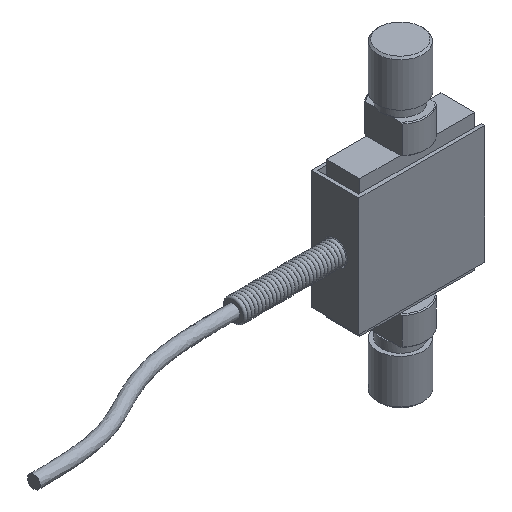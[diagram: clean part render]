
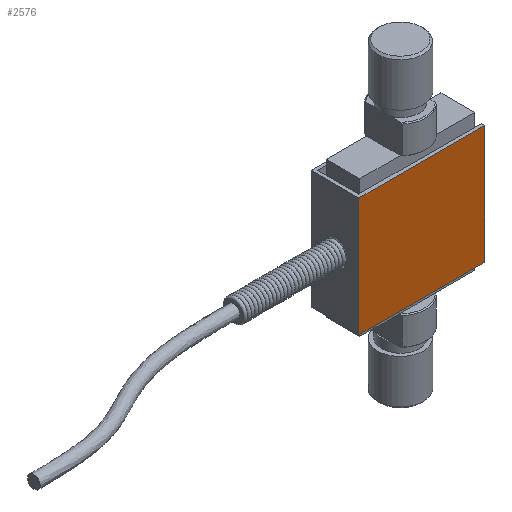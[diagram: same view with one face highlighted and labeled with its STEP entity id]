
A CAD part, isometric view. The second image highlights one B-rep face of the part: STEP entity #2576.
In plain terms, the highlighted face is planar.
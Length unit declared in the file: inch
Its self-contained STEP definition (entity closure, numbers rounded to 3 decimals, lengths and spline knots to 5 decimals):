
#2537=CARTESIAN_POINT('',(0.33,0.1313,0.325));
#2538=DIRECTION('',(0.0,1.0,0.0));
#2539=DIRECTION('',(0.0,0.0,1.0));
#2540=AXIS2_PLACEMENT_3D('',#2537,#2538,#2539);
#2541=PLANE('',#2540);
#2542=CARTESIAN_POINT('',(0.33,0.1313,-0.325));
#2543=VERTEX_POINT('',#2542);
#2544=CARTESIAN_POINT('',(-0.3588,0.1313,-0.325));
#2545=VERTEX_POINT('',#2544);
#2546=CARTESIAN_POINT('',(0.33,0.1313,-0.325));
#2547=DIRECTION('',(-1.0,0.0,0.0));
#2548=VECTOR('',#2547,0.6888);
#2549=LINE('',#2546,#2548);
#2550=EDGE_CURVE('',#2543,#2545,#2549,.T.);
#2551=ORIENTED_EDGE('',*,*,#2550,.T.);
#2552=CARTESIAN_POINT('',(-0.3588,0.1313,0.325));
#2553=VERTEX_POINT('',#2552);
#2554=CARTESIAN_POINT('',(-0.3588,0.1313,0.325));
#2555=DIRECTION('',(0.0,0.0,-1.0));
#2556=VECTOR('',#2555,0.65);
#2557=LINE('',#2554,#2556);
#2558=EDGE_CURVE('',#2553,#2545,#2557,.T.);
#2559=ORIENTED_EDGE('',*,*,#2558,.F.);
#2560=CARTESIAN_POINT('',(0.33,0.1313,0.325));
#2561=VERTEX_POINT('',#2560);
#2562=CARTESIAN_POINT('',(-0.3588,0.1313,0.325));
#2563=DIRECTION('',(1.0,0.0,0.0));
#2564=VECTOR('',#2563,0.6888);
#2565=LINE('',#2562,#2564);
#2566=EDGE_CURVE('',#2553,#2561,#2565,.T.);
#2567=ORIENTED_EDGE('',*,*,#2566,.T.);
#2568=CARTESIAN_POINT('',(0.33,0.1313,0.325));
#2569=DIRECTION('',(0.0,0.0,-1.0));
#2570=VECTOR('',#2569,0.65);
#2571=LINE('',#2568,#2570);
#2572=EDGE_CURVE('',#2561,#2543,#2571,.T.);
#2573=ORIENTED_EDGE('',*,*,#2572,.T.);
#2574=EDGE_LOOP('',(#2551,#2559,#2567,#2573));
#2575=FACE_OUTER_BOUND('',#2574,.T.);
#2576=ADVANCED_FACE('',(#2575),#2541,.T.);
